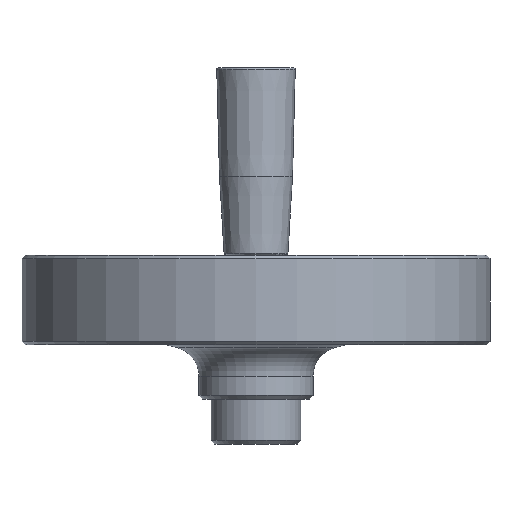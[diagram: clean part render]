
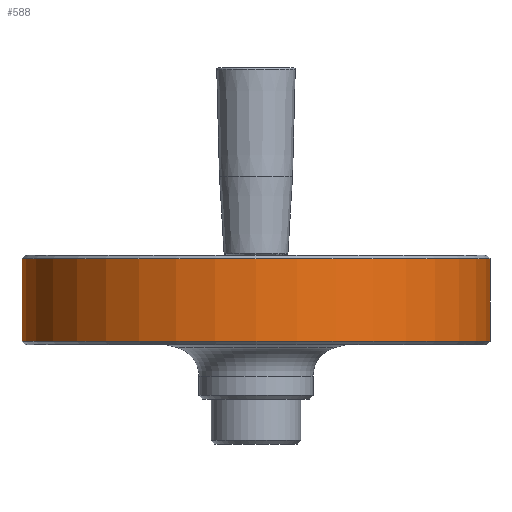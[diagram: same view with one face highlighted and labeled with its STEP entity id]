
A CAD part, front view. The second image highlights one B-rep face of the part: STEP entity #588.
In plain terms, the highlighted cylindrical face has radius 62.5 mm (diameter 125 mm), a full revolution.
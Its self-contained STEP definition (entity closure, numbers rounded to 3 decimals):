
#588 = ADVANCED_FACE( '', ( #1221, #1222 ), #1223, .T. );
#1221 = FACE_OUTER_BOUND( '', #1859, .T. );
#1222 = FACE_OUTER_BOUND( '', #1860, .T. );
#1223 = CYLINDRICAL_SURFACE( '', #1861, 62.5 );
#1859 = EDGE_LOOP( '', ( #3357 ) );
#1860 = EDGE_LOOP( '', ( #3358 ) );
#1861 = AXIS2_PLACEMENT_3D( '', #3359, #3360, #3361 );
#3357 = ORIENTED_EDGE( '', *, *, #3402, .T. );
#3358 = ORIENTED_EDGE( '', *, *, #3968, .T. );
#3359 = CARTESIAN_POINT( '', ( 0., 0., 57.15 ) );
#3360 = DIRECTION( '', ( 0., 0., -1. ) );
#3361 = DIRECTION( '', ( 1., 0., 0. ) );
#3402 = EDGE_CURVE( '', #3977, #3977, #3978, .T. );
#3968 = EDGE_CURVE( '', #4801, #4801, #4802, .T. );
#3977 = VERTEX_POINT( '', #4811 );
#3978 = CIRCLE( '', #4812, 62.5 );
#4801 = VERTEX_POINT( '', #5921 );
#4802 = CIRCLE( '', #5922, 62.5 );
#4811 = CARTESIAN_POINT( '', ( 62.5, 0., 15.5 ) );
#4812 = AXIS2_PLACEMENT_3D( '', #5931, #5932, #5933 );
#5921 = CARTESIAN_POINT( '', ( -62.5, 0., 37.5 ) );
#5922 = AXIS2_PLACEMENT_3D( '', #6689, #6690, #6691 );
#5931 = CARTESIAN_POINT( '', ( 0., 0., 15.5 ) );
#5932 = DIRECTION( '', ( 0., 0., 1. ) );
#5933 = DIRECTION( '', ( 1., 0., 0. ) );
#6689 = CARTESIAN_POINT( '', ( 0., 0., 37.5 ) );
#6690 = DIRECTION( '', ( 0., 0., -1. ) );
#6691 = DIRECTION( '', ( -1., 0., 0. ) );
